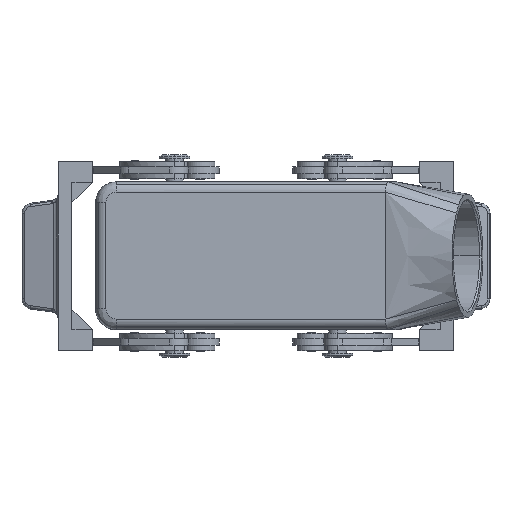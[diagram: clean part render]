
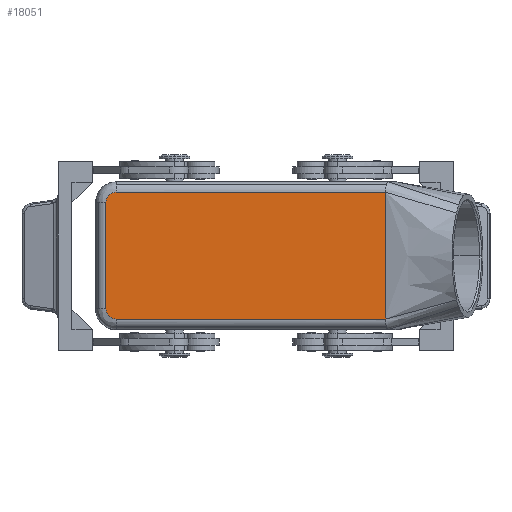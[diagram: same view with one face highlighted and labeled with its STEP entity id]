
A CAD part, top view. The second image highlights one B-rep face of the part: STEP entity #18051.
In plain terms, the highlighted planar face has unit normal (0, 0, 1).
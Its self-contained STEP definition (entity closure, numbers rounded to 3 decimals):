
#5744=CARTESIAN_POINT('',(-43.75,-15.5,63.));
#5745=VERTEX_POINT('',#5744);
#5753=CARTESIAN_POINT('',(-43.75,15.5,63.));
#5754=VERTEX_POINT('',#5753);
#5755=CARTESIAN_POINT('',(-43.75,-15.5,63.));
#5756=DIRECTION('',(0.0,1.0,0.0));
#5757=VECTOR('',#5756,31.);
#5758=LINE('',#5755,#5757);
#5759=EDGE_CURVE('',#5745,#5754,#5758,.T.);
#17418=CARTESIAN_POINT('',(37.75,18.5,63.));
#17419=VERTEX_POINT('',#17418);
#17487=CARTESIAN_POINT('',(37.75,-17.997,63.));
#17488=VERTEX_POINT('',#17487);
#17489=CARTESIAN_POINT('',(37.75,-17.997,63.));
#17490=DIRECTION('',(0.0,1.0,0.0));
#17491=VECTOR('',#17490,36.497);
#17492=LINE('',#17489,#17491);
#17493=EDGE_CURVE('',#17488,#17419,#17492,.T.);
#17495=CARTESIAN_POINT('',(37.75,-18.5,63.));
#17496=VERTEX_POINT('',#17495);
#17497=CARTESIAN_POINT('',(37.75,-18.5,63.));
#17498=DIRECTION('',(0.,1.0,0.));
#17499=VECTOR('',#17498,0.503);
#17500=LINE('',#17497,#17499);
#17501=EDGE_CURVE('',#17496,#17488,#17500,.T.);
#17810=CARTESIAN_POINT('',(-40.75,-18.5,63.));
#17811=VERTEX_POINT('',#17810);
#17812=CARTESIAN_POINT('',(37.75,-18.5,63.));
#17813=DIRECTION('',(-1.0,0.0,0.0));
#17814=VECTOR('',#17813,78.5);
#17815=LINE('',#17812,#17814);
#17816=EDGE_CURVE('',#17496,#17811,#17815,.T.);
#17901=CARTESIAN_POINT('',(-40.75,-15.5,63.));
#17902=DIRECTION('',(0.0,0.0,-1.0));
#17903=DIRECTION('',(-0.707,-0.707,0.0));
#17904=AXIS2_PLACEMENT_3D('',#17901,#17902,#17903);
#17905=CIRCLE('',#17904,3.);
#17906=EDGE_CURVE('',#17811,#5745,#17905,.T.);
#17989=CARTESIAN_POINT('',(-40.75,18.5,63.));
#17990=VERTEX_POINT('',#17989);
#18009=CARTESIAN_POINT('',(-40.75,15.5,63.));
#18010=DIRECTION('',(0.0,0.0,-1.0));
#18011=DIRECTION('',(-0.707,0.707,0.0));
#18012=AXIS2_PLACEMENT_3D('',#18009,#18010,#18011);
#18013=CIRCLE('',#18012,3.);
#18014=EDGE_CURVE('',#5754,#17990,#18013,.T.);
#18026=CARTESIAN_POINT('',(-40.75,18.5,63.));
#18027=DIRECTION('',(1.0,0.0,0.0));
#18028=VECTOR('',#18027,78.5);
#18029=LINE('',#18026,#18028);
#18030=EDGE_CURVE('',#17990,#17419,#18029,.T.);
#18037=CARTESIAN_POINT('',(37.75,0.0,63.));
#18038=DIRECTION('',(0.0,0.0,1.0));
#18039=DIRECTION('',(1.0,0.0,0.0));
#18040=AXIS2_PLACEMENT_3D('',#18037,#18038,#18039);
#18041=PLANE('',#18040);
#18042=ORIENTED_EDGE('',*,*,#18030,.F.);
#18043=ORIENTED_EDGE('',*,*,#18014,.F.);
#18044=ORIENTED_EDGE('',*,*,#5759,.F.);
#18045=ORIENTED_EDGE('',*,*,#17906,.F.);
#18046=ORIENTED_EDGE('',*,*,#17816,.F.);
#18047=ORIENTED_EDGE('',*,*,#17501,.T.);
#18048=ORIENTED_EDGE('',*,*,#17493,.T.);
#18049=EDGE_LOOP('',(#18042,#18043,#18044,#18045,#18046,#18047,#18048));
#18050=FACE_OUTER_BOUND('',#18049,.T.);
#18051=ADVANCED_FACE('',(#18050),#18041,.T.);
